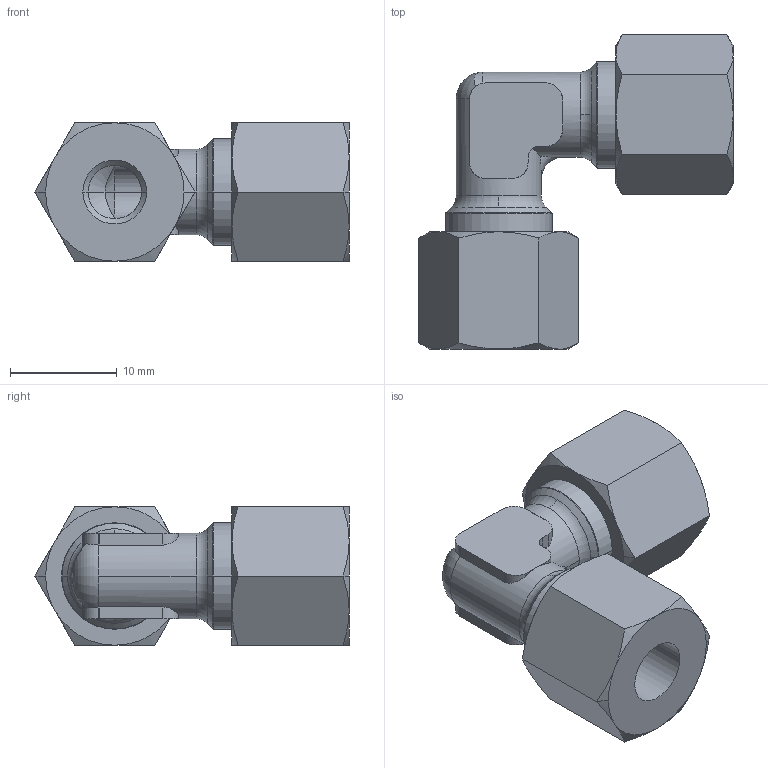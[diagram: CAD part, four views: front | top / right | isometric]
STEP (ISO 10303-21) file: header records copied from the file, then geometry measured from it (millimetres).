
FILE_DESCRIPTION(('STEP AP214'),'1');
FILE_NAME('0102_06_00.stp','2016-07-07T14:21:05',('TraceParts'),('TraceParts S.A.'),'Spatial InterOp 3D',' ',' ');
FILE_SCHEMA(('automotive_design'));
Length unit declared in the file: millimetre
Products named in the file (1): 1
Bounding box: 29.51 x 29.51 x 13 mm (x, y, z)
Volume: 3443.9 mm3; surface area: 2732.6 mm2
Topology: 1 solids, 1 shells, 134 faces, 323 edges, 193 vertices
Faces by surface type: plane 49, cone 48, cylinder 30, torus 7
Entity records: 4183 total; most frequent: CARTESIAN_POINT 1149, DIRECTION 648, ORIENTED_EDGE 646, EDGE_CURVE 323, AXIS2_PLACEMENT_3D 262, VERTEX_POINT 193, EDGE_LOOP 138, ADVANCED_FACE 134
